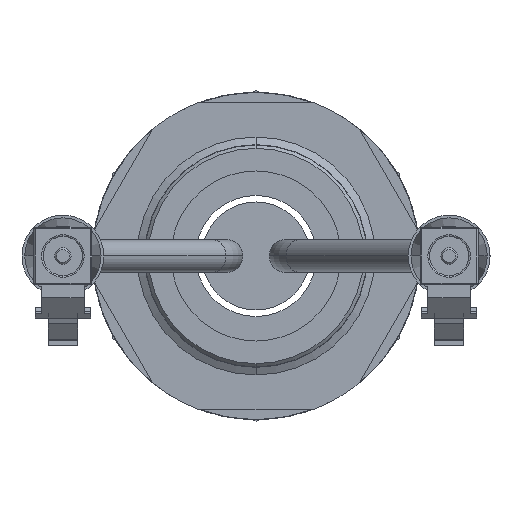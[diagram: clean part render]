
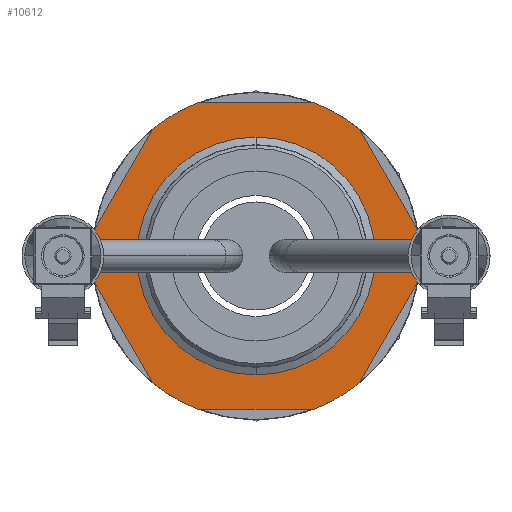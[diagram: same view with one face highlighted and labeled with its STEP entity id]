
A CAD part, front view. The second image highlights one B-rep face of the part: STEP entity #10612.
In plain terms, the highlighted face is planar.
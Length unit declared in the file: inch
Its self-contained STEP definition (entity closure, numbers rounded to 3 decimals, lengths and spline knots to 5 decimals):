
#619 = ORIENTED_EDGE ( 'NONE', *, *, #694, .F. ) ;
#620 = ORIENTED_EDGE ( 'NONE', *, *, #10566, .T. ) ;
#622 = ORIENTED_EDGE ( 'NONE', *, *, #10582, .T. ) ;
#623 = ORIENTED_EDGE ( 'NONE', *, *, #10558, .T. ) ;
#624 = ORIENTED_EDGE ( 'NONE', *, *, #652, .F. ) ;
#651 = ORIENTED_EDGE ( 'NONE', *, *, #10544, .F. ) ;
#652 = EDGE_CURVE ( 'NONE', #10594, #10579, #2631, .T. ) ;
#680 = ORIENTED_EDGE ( 'NONE', *, *, #10593, .T. ) ;
#693 = ORIENTED_EDGE ( 'NONE', *, *, #10502, .F. ) ;
#694 = EDGE_CURVE ( 'NONE', #10504, #10590, #2683, .T. ) ;
#2628 = DIRECTION ( 'NONE',  ( 0., 0., -1. ) ) ;
#2629 = DIRECTION ( 'NONE',  ( 0., -1., 0. ) ) ;
#2630 = AXIS2_PLACEMENT_3D ( 'NONE', #2636, #2629, #2628 ) ;
#2631 = CIRCLE ( 'NONE', #2630, 0.5 ) ;
#2636 = CARTESIAN_POINT ( 'NONE',  ( 0., 0.195, 0. ) ) ;
#2679 = DIRECTION ( 'NONE',  ( 0., 0., -1. ) ) ;
#2680 = DIRECTION ( 'NONE',  ( 0., -1., 0. ) ) ;
#2681 = CARTESIAN_POINT ( 'NONE',  ( 0., 0.195, 0. ) ) ;
#2682 = AXIS2_PLACEMENT_3D ( 'NONE', #2681, #2680, #2679 ) ;
#2683 = CIRCLE ( 'NONE', #2682, 0.5 ) ;
#5540 = CARTESIAN_POINT ( 'NONE',  ( 0., 0.195, 0.34 ) ) ;
#5541 = DIRECTION ( 'NONE',  ( 0., 0., 1. ) ) ;
#5542 = DIRECTION ( 'NONE',  ( 0., 1., 0. ) ) ;
#5543 = CARTESIAN_POINT ( 'NONE',  ( 0., 0.195, 0. ) ) ;
#5544 = AXIS2_PLACEMENT_3D ( 'NONE', #5543, #5542, #5541 ) ;
#5545 = CIRCLE ( 'NONE', #5544, 0.34 ) ;
#5546 = CARTESIAN_POINT ( 'NONE',  ( 0., 0.195, -0.34 ) ) ;
#5576 = CARTESIAN_POINT ( 'NONE',  ( 0., 0.195, -0.5 ) ) ;
#5588 = CARTESIAN_POINT ( 'NONE',  ( 0., 0.195, 0.5 ) ) ;
#5589 = CARTESIAN_POINT ( 'NONE',  ( 0.08018, 0.195, 0.49353 ) ) ;
#5590 = DIRECTION ( 'NONE',  ( 0., 0., -1. ) ) ;
#5591 = DIRECTION ( 'NONE',  ( 0., -1., 0. ) ) ;
#5592 = CARTESIAN_POINT ( 'NONE',  ( 0., 0.195, 0. ) ) ;
#5593 = AXIS2_PLACEMENT_3D ( 'NONE', #5592, #5591, #5590 ) ;
#5594 = CIRCLE ( 'NONE', #5593, 0.5 ) ;
#5599 = CARTESIAN_POINT ( 'NONE',  ( 0.38732, 0.195, 0.3162 ) ) ;
#5600 = CARTESIAN_POINT ( 'NONE',  ( 0.4675, 0.195, 0.17732 ) ) ;
#5626 = AXIS2_PLACEMENT_3D ( 'NONE', #5688, #5687, #5686 ) ;
#5627 = CIRCLE ( 'NONE', #5626, 0.5 ) ;
#5633 = CARTESIAN_POINT ( 'NONE',  ( 0.08018, 0.195, -0.49353 ) ) ;
#5634 = DIRECTION ( 'NONE',  ( 0., 0., -1. ) ) ;
#5635 = DIRECTION ( 'NONE',  ( 0., -1., 0. ) ) ;
#5636 = CARTESIAN_POINT ( 'NONE',  ( 0., 0.195, 0. ) ) ;
#5637 = AXIS2_PLACEMENT_3D ( 'NONE', #5636, #5635, #5634 ) ;
#5638 = CIRCLE ( 'NONE', #5637, 0.5 ) ;
#5654 = CARTESIAN_POINT ( 'NONE',  ( 0.4675, 0.195, -0.17732 ) ) ;
#5665 = DIRECTION ( 'NONE',  ( 0., 0., -1. ) ) ;
#5666 = DIRECTION ( 'NONE',  ( 0., -1., 0. ) ) ;
#5667 = AXIS2_PLACEMENT_3D ( 'NONE', #5673, #5666, #5665 ) ;
#5668 = CIRCLE ( 'NONE', #5667, 0.5 ) ;
#5673 = CARTESIAN_POINT ( 'NONE',  ( 0., 0.195, 0. ) ) ;
#5686 = DIRECTION ( 'NONE',  ( 0., 0., -1. ) ) ;
#5687 = DIRECTION ( 'NONE',  ( 0., -1., 0. ) ) ;
#5688 = CARTESIAN_POINT ( 'NONE',  ( 0., 0.195, 0. ) ) ;
#5689 = DIRECTION ( 'NONE',  ( 0., 0., -1. ) ) ;
#5690 = VECTOR ( 'NONE', #5689, 39.37008 ) ;
#5691 = CARTESIAN_POINT ( 'NONE',  ( 0.4675, 0.195, 0.26991 ) ) ;
#5692 = LINE ( 'NONE', #5691, #5690 ) ;
#5703 = DIRECTION ( 'NONE',  ( 0.866, 0., -0.5 ) ) ;
#5704 = VECTOR ( 'NONE', #5703, 39.37008 ) ;
#5705 = CARTESIAN_POINT ( 'NONE',  ( 0., 0.195, 0.53982 ) ) ;
#5706 = LINE ( 'NONE', #5705, #5704 ) ;
#5719 = CARTESIAN_POINT ( 'NONE',  ( -0.08018, 0.195, 0.49353 ) ) ;
#5729 = CARTESIAN_POINT ( 'NONE',  ( -0.4675, 0.195, -0.17732 ) ) ;
#5730 = DIRECTION ( 'NONE',  ( 0., 0., 1. ) ) ;
#5731 = VECTOR ( 'NONE', #5730, 39.37008 ) ;
#5732 = CARTESIAN_POINT ( 'NONE',  ( -0.4675, 0.195, -0.26991 ) ) ;
#5733 = LINE ( 'NONE', #5732, #5731 ) ;
#5735 = CARTESIAN_POINT ( 'NONE',  ( -0.4675, 0.195, 0.17732 ) ) ;
#5740 = CARTESIAN_POINT ( 'NONE',  ( 0.38732, 0.195, -0.3162 ) ) ;
#5755 = CARTESIAN_POINT ( 'NONE',  ( -0.08018, 0.195, -0.49353 ) ) ;
#5756 = DIRECTION ( 'NONE',  ( -0.866, 0., 0.5 ) ) ;
#5757 = VECTOR ( 'NONE', #5756, 39.37008 ) ;
#5758 = CARTESIAN_POINT ( 'NONE',  ( 0., 0.195, -0.53982 ) ) ;
#5759 = LINE ( 'NONE', #5758, #5757 ) ;
#5776 = CARTESIAN_POINT ( 'NONE',  ( -0.38732, 0.195, 0.3162 ) ) ;
#5777 = DIRECTION ( 'NONE',  ( 0.866, 0., 0.5 ) ) ;
#5778 = VECTOR ( 'NONE', #5777, 39.37008 ) ;
#5779 = CARTESIAN_POINT ( 'NONE',  ( -0.4675, 0.195, 0.26991 ) ) ;
#5780 = LINE ( 'NONE', #5779, #5778 ) ;
#5792 = DIRECTION ( 'NONE',  ( 0., 0., -1. ) ) ;
#5793 = DIRECTION ( 'NONE',  ( 0., -1., 0. ) ) ;
#5794 = CARTESIAN_POINT ( 'NONE',  ( 0., 0.195, 0. ) ) ;
#5795 = AXIS2_PLACEMENT_3D ( 'NONE', #5794, #5793, #5792 ) ;
#5796 = CIRCLE ( 'NONE', #5795, 0.5 ) ;
#5797 = DIRECTION ( 'NONE',  ( 0., 0., -1. ) ) ;
#5798 = DIRECTION ( 'NONE',  ( 0., -1., 0. ) ) ;
#5799 = CARTESIAN_POINT ( 'NONE',  ( 0., 0.195, 0. ) ) ;
#5800 = AXIS2_PLACEMENT_3D ( 'NONE', #5799, #5798, #5797 ) ;
#5801 = CIRCLE ( 'NONE', #5800, 0.5 ) ;
#5802 = DIRECTION ( 'NONE',  ( 0., 0., 1. ) ) ;
#5803 = DIRECTION ( 'NONE',  ( 0., 1., 0. ) ) ;
#5804 = CARTESIAN_POINT ( 'NONE',  ( 0., 0.195, 0. ) ) ;
#5805 = AXIS2_PLACEMENT_3D ( 'NONE', #5804, #5803, #5802 ) ;
#5806 = CIRCLE ( 'NONE', #5805, 0.34 ) ;
#5807 = DIRECTION ( 'NONE',  ( 0., 0., -1. ) ) ;
#5808 = DIRECTION ( 'NONE',  ( 0., -1., 0. ) ) ;
#5809 = CARTESIAN_POINT ( 'NONE',  ( -0.4675, 0.195, 0.26991 ) ) ;
#5810 = AXIS2_PLACEMENT_3D ( 'NONE', #5809, #5808, #5807 ) ;
#5811 = PLANE ( 'NONE',  #5810 ) ;
#5812 = FACE_OUTER_BOUND ( 'NONE', #10616, .T. ) ;
#5813 = FACE_BOUND ( 'NONE', #10589, .T. ) ;
#5818 = DIRECTION ( 'NONE',  ( -0.866, 0., -0.5 ) ) ;
#5819 = VECTOR ( 'NONE', #5818, 39.37008 ) ;
#5820 = CARTESIAN_POINT ( 'NONE',  ( 0.4675, 0.195, -0.26991 ) ) ;
#5821 = LINE ( 'NONE', #5820, #5819 ) ;
#5867 = CARTESIAN_POINT ( 'NONE',  ( -0.38732, 0.195, -0.3162 ) ) ;
#10488 = VERTEX_POINT ( 'NONE', #5546 ) ;
#10490 = EDGE_CURVE ( 'NONE', #10488, #10491, #5545, .T. ) ;
#10491 = VERTEX_POINT ( 'NONE', #5540 ) ;
#10494 = VERTEX_POINT ( 'NONE', #5600 ) ;
#10495 = VERTEX_POINT ( 'NONE', #5599 ) ;
#10502 = EDGE_CURVE ( 'NONE', #10503, #10504, #5594, .T. ) ;
#10503 = VERTEX_POINT ( 'NONE', #5589 ) ;
#10504 = VERTEX_POINT ( 'NONE', #5588 ) ;
#10512 = VERTEX_POINT ( 'NONE', #5576 ) ;
#10520 = VERTEX_POINT ( 'NONE', #5654 ) ;
#10529 = EDGE_CURVE ( 'NONE', #10512, #10530, #5638, .T. ) ;
#10530 = VERTEX_POINT ( 'NONE', #5633 ) ;
#10538 = EDGE_CURVE ( 'NONE', #10575, #10520, #5627, .T. ) ;
#10544 = EDGE_CURVE ( 'NONE', #10494, #10495, #5668, .T. ) ;
#10558 = EDGE_CURVE ( 'NONE', #10503, #10495, #5706, .T. ) ;
#10566 = EDGE_CURVE ( 'NONE', #10494, #10520, #5692, .T. ) ;
#10575 = VERTEX_POINT ( 'NONE', #5740 ) ;
#10579 = VERTEX_POINT ( 'NONE', #5735 ) ;
#10582 = EDGE_CURVE ( 'NONE', #10583, #10579, #5733, .T. ) ;
#10583 = VERTEX_POINT ( 'NONE', #5729 ) ;
#10589 = EDGE_LOOP ( 'NONE', ( #10613, #10615 ) ) ;
#10590 = VERTEX_POINT ( 'NONE', #5719 ) ;
#10593 = EDGE_CURVE ( 'NONE', #10594, #10590, #5780, .T. ) ;
#10594 = VERTEX_POINT ( 'NONE', #5776 ) ;
#10603 = EDGE_CURVE ( 'NONE', #10604, #10648, #5759, .T. ) ;
#10604 = VERTEX_POINT ( 'NONE', #5755 ) ;
#10612 = ADVANCED_FACE ( 'NONE', ( #5813, #5812 ), #5811, .F. ) ;
#10613 = ORIENTED_EDGE ( 'NONE', *, *, #10614, .F. ) ;
#10614 = EDGE_CURVE ( 'NONE', #10491, #10488, #5806, .T. ) ;
#10615 = ORIENTED_EDGE ( 'NONE', *, *, #10490, .F. ) ;
#10616 = EDGE_LOOP ( 'NONE', ( #10617, #10618, #10619, #10620, #10622, #10623, #622, #624, #680, #619, #693, #623, #651, #620 ) ) ;
#10617 = ORIENTED_EDGE ( 'NONE', *, *, #10538, .F. ) ;
#10618 = ORIENTED_EDGE ( 'NONE', *, *, #10641, .T. ) ;
#10619 = ORIENTED_EDGE ( 'NONE', *, *, #10529, .F. ) ;
#10620 = ORIENTED_EDGE ( 'NONE', *, *, #10621, .F. ) ;
#10621 = EDGE_CURVE ( 'NONE', #10604, #10512, #5801, .T. ) ;
#10622 = ORIENTED_EDGE ( 'NONE', *, *, #10603, .T. ) ;
#10623 = ORIENTED_EDGE ( 'NONE', *, *, #10624, .F. ) ;
#10624 = EDGE_CURVE ( 'NONE', #10583, #10648, #5796, .T. ) ;
#10641 = EDGE_CURVE ( 'NONE', #10575, #10530, #5821, .T. ) ;
#10648 = VERTEX_POINT ( 'NONE', #5867 ) ;
